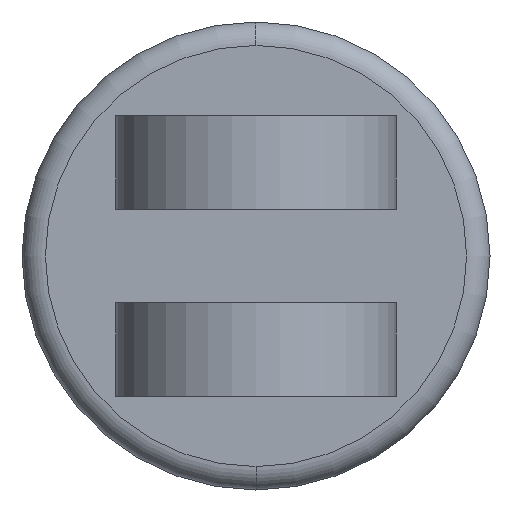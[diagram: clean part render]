
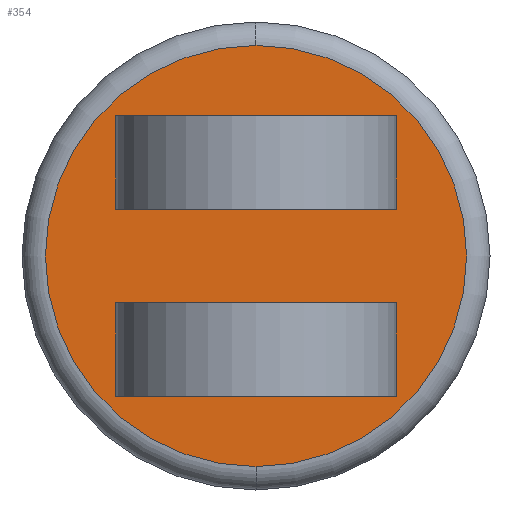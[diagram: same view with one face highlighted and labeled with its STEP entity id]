
A CAD part, left-side view. The second image highlights one B-rep face of the part: STEP entity #354.
In plain terms, the highlighted planar face has unit normal (-1, 0, 0).
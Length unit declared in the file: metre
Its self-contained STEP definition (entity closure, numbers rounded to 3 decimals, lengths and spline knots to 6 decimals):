
#6 = DIRECTION ( 'NONE',  ( 0., 0., -1. ) ) ;
#50 = CIRCLE ( 'NONE', #75, 0.05715 ) ;
#51 = EDGE_CURVE ( 'NONE', #361, #238, #736, .T. ) ;
#57 = CARTESIAN_POINT ( 'NONE',  ( 0., 0., 0.05715 ) ) ;
#61 = VECTOR ( 'NONE', #365, 1. ) ;
#75 = AXIS2_PLACEMENT_3D ( 'NONE', #954, #411, #1050 ) ;
#90 = CARTESIAN_POINT ( 'NONE',  ( 0., -0.0381, 0.0381 ) ) ;
#105 = EDGE_LOOP ( 'NONE', ( #737, #908, #831, #396 ) ) ;
#109 = ORIENTED_EDGE ( 'NONE', *, *, #883, .T. ) ;
#110 = CIRCLE ( 'NONE', #1000, 0.05715 ) ;
#119 = EDGE_CURVE ( 'NONE', #511, #587, #1104, .T. ) ;
#121 = VECTOR ( 'NONE', #994, 1. ) ;
#123 = EDGE_LOOP ( 'NONE', ( #344, #109 ) ) ;
#140 = LINE ( 'NONE', #303, #599 ) ;
#147 = LINE ( 'NONE', #988, #1085 ) ;
#199 = CARTESIAN_POINT ( 'NONE',  ( 0., -0.0508, -0.0127 ) ) ;
#238 = VERTEX_POINT ( 'NONE', #652 ) ;
#246 = EDGE_LOOP ( 'NONE', ( #542, #353, #752, #780 ) ) ;
#250 = EDGE_CURVE ( 'NONE', #911, #618, #600, .T. ) ;
#253 = VECTOR ( 'NONE', #987, 1. ) ;
#264 = CARTESIAN_POINT ( 'NONE',  ( 0., -0.0381, 0.0127 ) ) ;
#303 = CARTESIAN_POINT ( 'NONE',  ( 0., 0.0381, -0.0381 ) ) ;
#332 = DIRECTION ( 'NONE',  ( 0., 0., -1. ) ) ;
#344 = ORIENTED_EDGE ( 'NONE', *, *, #822, .T. ) ;
#353 = ORIENTED_EDGE ( 'NONE', *, *, #586, .T. ) ;
#354 = ADVANCED_FACE ( 'NONE', ( #1144, #668, #906 ), #1138, .F. ) ;
#361 = VERTEX_POINT ( 'NONE', #1141 ) ;
#363 = CARTESIAN_POINT ( 'NONE',  ( 0., 0.0381, 0.0127 ) ) ;
#365 = DIRECTION ( 'NONE',  ( 0., 1., 0. ) ) ;
#396 = ORIENTED_EDGE ( 'NONE', *, *, #561, .T. ) ;
#401 = DIRECTION ( 'NONE',  ( -1., 0., 0. ) ) ;
#411 = DIRECTION ( 'NONE',  ( -1., 0., 0. ) ) ;
#419 = DIRECTION ( 'NONE',  ( 1., 0., 0. ) ) ;
#443 = CARTESIAN_POINT ( 'NONE',  ( 0., 0.0381, -0.0381 ) ) ;
#459 = LINE ( 'NONE', #443, #944 ) ;
#490 = LINE ( 'NONE', #534, #253 ) ;
#505 = CARTESIAN_POINT ( 'NONE',  ( 0., -0.0381, 0.0381 ) ) ;
#511 = VERTEX_POINT ( 'NONE', #264 ) ;
#518 = EDGE_CURVE ( 'NONE', #1060, #685, #490, .T. ) ;
#534 = CARTESIAN_POINT ( 'NONE',  ( 0., 0.0381, -0.0381 ) ) ;
#535 = EDGE_CURVE ( 'NONE', #1060, #238, #459, .T. ) ;
#542 = ORIENTED_EDGE ( 'NONE', *, *, #51, .F. ) ;
#561 = EDGE_CURVE ( 'NONE', #911, #511, #147, .T. ) ;
#570 = DIRECTION ( 'NONE',  ( 0., 1., 0. ) ) ;
#586 = EDGE_CURVE ( 'NONE', #361, #685, #842, .T. ) ;
#587 = VERTEX_POINT ( 'NONE', #363 ) ;
#599 = VECTOR ( 'NONE', #935, 1. ) ;
#600 = LINE ( 'NONE', #904, #61 ) ;
#618 = VERTEX_POINT ( 'NONE', #1091 ) ;
#649 = CARTESIAN_POINT ( 'NONE',  ( 0., -0.0381, -0.0381 ) ) ;
#652 = CARTESIAN_POINT ( 'NONE',  ( 0., 0.0381, -0.0127 ) ) ;
#668 = FACE_BOUND ( 'NONE', #105, .T. ) ;
#684 = CARTESIAN_POINT ( 'NONE',  ( 0., 0., -0.05715 ) ) ;
#685 = VERTEX_POINT ( 'NONE', #649 ) ;
#686 = CARTESIAN_POINT ( 'NONE',  ( 0., -0.0508, 0.0127 ) ) ;
#736 = LINE ( 'NONE', #199, #947 ) ;
#737 = ORIENTED_EDGE ( 'NONE', *, *, #119, .T. ) ;
#752 = ORIENTED_EDGE ( 'NONE', *, *, #518, .F. ) ;
#780 = ORIENTED_EDGE ( 'NONE', *, *, #535, .T. ) ;
#822 = EDGE_CURVE ( 'NONE', #871, #920, #110, .T. ) ;
#831 = ORIENTED_EDGE ( 'NONE', *, *, #250, .F. ) ;
#842 = LINE ( 'NONE', #90, #121 ) ;
#864 = VECTOR ( 'NONE', #1137, 1. ) ;
#871 = VERTEX_POINT ( 'NONE', #684 ) ;
#883 = EDGE_CURVE ( 'NONE', #920, #871, #50, .T. ) ;
#904 = CARTESIAN_POINT ( 'NONE',  ( 0., -0.0381, 0.0381 ) ) ;
#906 = FACE_BOUND ( 'NONE', #246, .T. ) ;
#908 = ORIENTED_EDGE ( 'NONE', *, *, #1124, .T. ) ;
#911 = VERTEX_POINT ( 'NONE', #505 ) ;
#920 = VERTEX_POINT ( 'NONE', #57 ) ;
#925 = CARTESIAN_POINT ( 'NONE',  ( 0., 0.0381, -0.0381 ) ) ;
#935 = DIRECTION ( 'NONE',  ( 0., 0., 1. ) ) ;
#943 = CARTESIAN_POINT ( 'NONE',  ( 0., 0., 0. ) ) ;
#944 = VECTOR ( 'NONE', #1084, 1. ) ;
#947 = VECTOR ( 'NONE', #570, 1. ) ;
#954 = CARTESIAN_POINT ( 'NONE',  ( 0., 0., 0. ) ) ;
#987 = DIRECTION ( 'NONE',  ( 0., -1., 0. ) ) ;
#988 = CARTESIAN_POINT ( 'NONE',  ( 0., -0.0381, 0.0381 ) ) ;
#994 = DIRECTION ( 'NONE',  ( 0., 0., -1. ) ) ;
#1000 = AXIS2_PLACEMENT_3D ( 'NONE', #943, #401, #1042 ) ;
#1042 = DIRECTION ( 'NONE',  ( 0., 0., -1. ) ) ;
#1049 = AXIS2_PLACEMENT_3D ( 'NONE', #1056, #419, #332 ) ;
#1050 = DIRECTION ( 'NONE',  ( 0., 0., -1. ) ) ;
#1056 = CARTESIAN_POINT ( 'NONE',  ( 0., 0., 0. ) ) ;
#1060 = VERTEX_POINT ( 'NONE', #925 ) ;
#1084 = DIRECTION ( 'NONE',  ( 0., 0., 1. ) ) ;
#1085 = VECTOR ( 'NONE', #6, 1. ) ;
#1091 = CARTESIAN_POINT ( 'NONE',  ( 0., 0.0381, 0.0381 ) ) ;
#1104 = LINE ( 'NONE', #686, #864 ) ;
#1124 = EDGE_CURVE ( 'NONE', #587, #618, #140, .T. ) ;
#1137 = DIRECTION ( 'NONE',  ( 0., 1., 0. ) ) ;
#1138 = PLANE ( 'NONE',  #1049 ) ;
#1141 = CARTESIAN_POINT ( 'NONE',  ( 0., -0.0381, -0.0127 ) ) ;
#1144 = FACE_OUTER_BOUND ( 'NONE', #123, .T. ) ;
